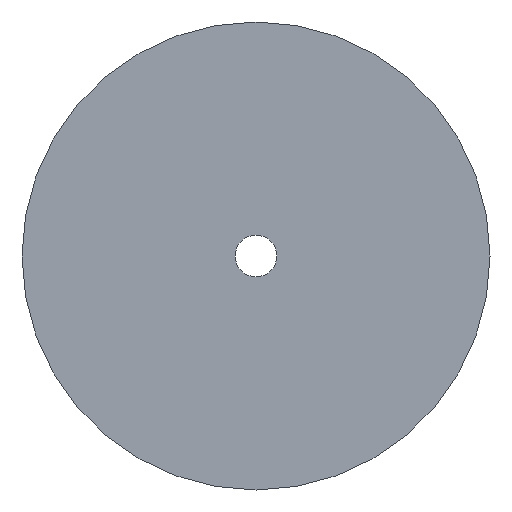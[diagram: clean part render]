
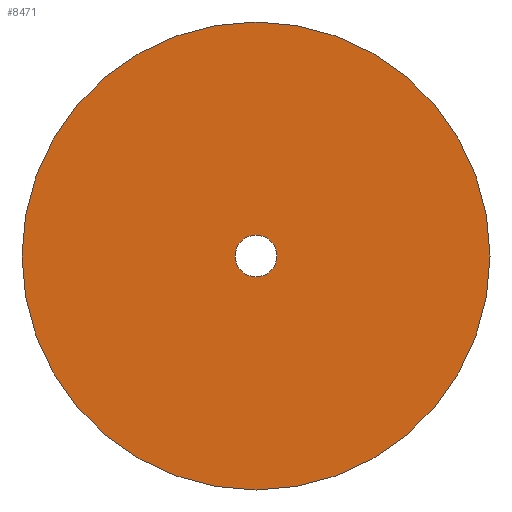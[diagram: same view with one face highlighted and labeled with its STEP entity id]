
A CAD part, front view. The second image highlights one B-rep face of the part: STEP entity #8471.
In plain terms, the highlighted planar face has unit normal (0, -1, 0).
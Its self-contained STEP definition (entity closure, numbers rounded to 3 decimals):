
#410 = VERTEX_POINT ( 'NONE', #8354 ) ;
#808 = AXIS2_PLACEMENT_3D ( 'NONE', #5039, #4981, #6899 ) ;
#888 = CARTESIAN_POINT ( 'NONE',  ( 0., -6.7, 0. ) ) ;
#1384 = CIRCLE ( 'NONE', #6865, 10.65 ) ;
#1620 = EDGE_CURVE ( 'NONE', #5759, #5439, #1384, .T. ) ;
#1978 = CIRCLE ( 'NONE', #8581, 10.65 ) ;
#2600 = CIRCLE ( 'NONE', #9238, 0.95 ) ;
#2698 = FACE_OUTER_BOUND ( 'NONE', #3852, .T. ) ;
#2768 = CARTESIAN_POINT ( 'NONE',  ( 0., -6.7, 0.95 ) ) ;
#2973 = DIRECTION ( 'NONE',  ( 0., -1., 0. ) ) ;
#3096 = CARTESIAN_POINT ( 'NONE',  ( 0., -6.7, 0. ) ) ;
#3642 = EDGE_CURVE ( 'NONE', #7127, #410, #2600, .T. ) ;
#3847 = DIRECTION ( 'NONE',  ( 0., 0., -1. ) ) ;
#3852 = EDGE_LOOP ( 'NONE', ( #8716, #5526 ) ) ;
#3857 = DIRECTION ( 'NONE',  ( 0., 0., -1. ) ) ;
#4471 = PLANE ( 'NONE',  #7425 ) ;
#4659 = CARTESIAN_POINT ( 'NONE',  ( 0., -6.7, 0. ) ) ;
#4981 = DIRECTION ( 'NONE',  ( 0., -1., 0. ) ) ;
#5039 = CARTESIAN_POINT ( 'NONE',  ( 0., -6.7, 0. ) ) ;
#5370 = FACE_BOUND ( 'NONE', #5417, .T. ) ;
#5417 = EDGE_LOOP ( 'NONE', ( #8132, #10551 ) ) ;
#5439 = VERTEX_POINT ( 'NONE', #8135 ) ;
#5526 = ORIENTED_EDGE ( 'NONE', *, *, #1620, .T. ) ;
#5708 = DIRECTION ( 'NONE',  ( 0., 0., -1. ) ) ;
#5759 = VERTEX_POINT ( 'NONE', #5816 ) ;
#5816 = CARTESIAN_POINT ( 'NONE',  ( 0., -6.7, 10.65 ) ) ;
#6559 = CARTESIAN_POINT ( 'NONE',  ( 0., -6.7, 0. ) ) ;
#6738 = DIRECTION ( 'NONE',  ( 0., -1., 0. ) ) ;
#6865 = AXIS2_PLACEMENT_3D ( 'NONE', #3096, #6738, #3857 ) ;
#6899 = DIRECTION ( 'NONE',  ( 0., 0., -1. ) ) ;
#7127 = VERTEX_POINT ( 'NONE', #2768 ) ;
#7425 = AXIS2_PLACEMENT_3D ( 'NONE', #4659, #9806, #8080 ) ;
#8050 = EDGE_CURVE ( 'NONE', #410, #7127, #10996, .T. ) ;
#8080 = DIRECTION ( 'NONE',  ( 0., 0., -1. ) ) ;
#8083 = DIRECTION ( 'NONE',  ( 0., -1., 0. ) ) ;
#8132 = ORIENTED_EDGE ( 'NONE', *, *, #8050, .F. ) ;
#8135 = CARTESIAN_POINT ( 'NONE',  ( 0., -6.7, -10.65 ) ) ;
#8354 = CARTESIAN_POINT ( 'NONE',  ( 0., -6.7, -0.95 ) ) ;
#8471 = ADVANCED_FACE ( 'NONE', ( #2698, #5370 ), #4471, .T. ) ;
#8581 = AXIS2_PLACEMENT_3D ( 'NONE', #6559, #2973, #5708 ) ;
#8716 = ORIENTED_EDGE ( 'NONE', *, *, #9840, .T. ) ;
#9238 = AXIS2_PLACEMENT_3D ( 'NONE', #888, #8083, #3847 ) ;
#9806 = DIRECTION ( 'NONE',  ( 0., -1., 0. ) ) ;
#9840 = EDGE_CURVE ( 'NONE', #5439, #5759, #1978, .T. ) ;
#10551 = ORIENTED_EDGE ( 'NONE', *, *, #3642, .F. ) ;
#10996 = CIRCLE ( 'NONE', #808, 0.95 ) ;
